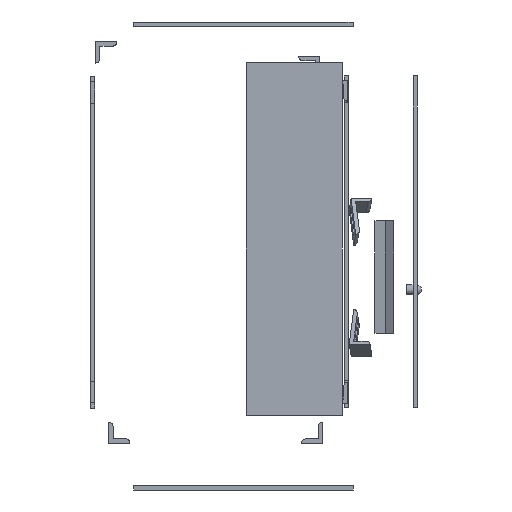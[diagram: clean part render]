
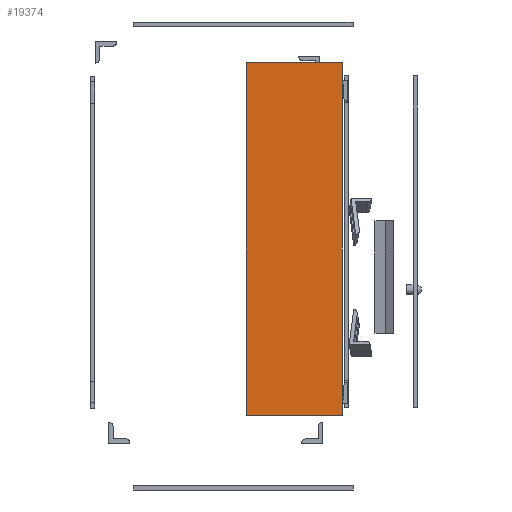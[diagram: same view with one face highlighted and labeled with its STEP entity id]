
A CAD part, left-side view. The second image highlights one B-rep face of the part: STEP entity #19374.
In plain terms, the highlighted planar face has unit normal (-1, 0, 0).
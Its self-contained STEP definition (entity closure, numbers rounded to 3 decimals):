
#1676=FACE_OUTER_BOUND('',#2718,.T.);
#2718=EDGE_LOOP('',(#17419,#17420,#17421,#17422));
#5068=LINE('',#32929,#7463);
#5072=LINE('',#32936,#7467);
#5075=LINE('',#32943,#7470);
#5077=LINE('',#32946,#7472);
#7463=VECTOR('',#24343,10.);
#7467=VECTOR('',#24349,10.);
#7470=VECTOR('',#24356,10.);
#7472=VECTOR('',#24360,10.);
#9314=VERTEX_POINT('',#32926);
#9315=VERTEX_POINT('',#32928);
#9317=VERTEX_POINT('',#32934);
#9319=VERTEX_POINT('',#32942);
#12025=EDGE_CURVE('',#9315,#9314,#5068,.T.);
#12029=EDGE_CURVE('',#9317,#9314,#5072,.T.);
#12032=EDGE_CURVE('',#9315,#9319,#5075,.T.);
#12034=EDGE_CURVE('',#9317,#9319,#5077,.T.);
#17419=ORIENTED_EDGE('',*,*,#12025,.T.);
#17420=ORIENTED_EDGE('',*,*,#12029,.F.);
#17421=ORIENTED_EDGE('',*,*,#12034,.T.);
#17422=ORIENTED_EDGE('',*,*,#12032,.F.);
#18450=PLANE('',#20373);
#19374=ADVANCED_FACE('',(#1676),#18450,.F.);
#20373=AXIS2_PLACEMENT_3D('',#32947,#24361,#24362);
#24343=DIRECTION('',(0.,0.,-1.));
#24349=DIRECTION('',(0.,1.,0.));
#24356=DIRECTION('',(0.,-1.,0.));
#24360=DIRECTION('',(0.,0.,1.));
#24361=DIRECTION('center_axis',(1.,0.,0.));
#24362=DIRECTION('ref_axis',(0.,0.,-1.));
#32926=CARTESIAN_POINT('',(782.525,-127.207,7.521));
#32928=CARTESIAN_POINT('',(782.525,-127.207,425.663));
#32929=CARTESIAN_POINT('',(782.525,-127.207,57.521));
#32934=CARTESIAN_POINT('',(782.525,-241.207,7.521));
#32936=CARTESIAN_POINT('',(782.525,-127.207,7.521));
#32942=CARTESIAN_POINT('',(782.525,-241.207,425.663));
#32943=CARTESIAN_POINT('',(782.525,-127.207,425.663));
#32946=CARTESIAN_POINT('',(782.525,-241.207,107.521));
#32947=CARTESIAN_POINT('Origin',(782.525,-127.207,57.521));
